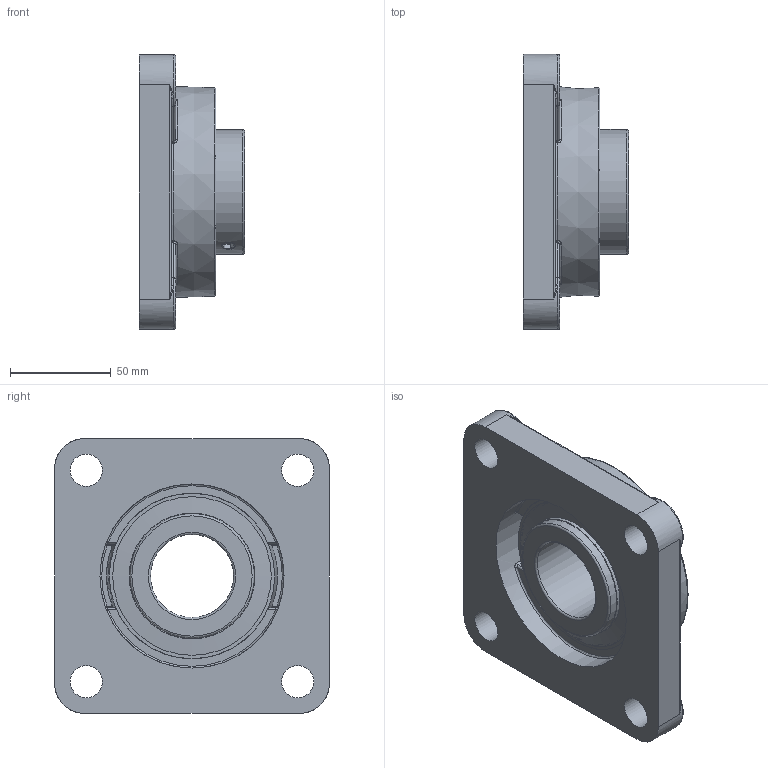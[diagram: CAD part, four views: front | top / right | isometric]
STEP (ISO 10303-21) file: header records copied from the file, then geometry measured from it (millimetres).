
FILE_DESCRIPTION(/* description */ ('Alibre Inc.'),/* implementation_level */ '2;1');
FILE_NAME(/* name */ 'export-9D65985D-BAB5-4A49-B578-A870770CFB33',/* time_stamp */ '2020-05-28T10:22:28-07:00',/* author */ (''),/* organization */ (''),/* preprocessor_version */ 'ST-DEVELOPER v17',/* originating_system */ 'Alibre',/* authorisation */ '');
FILE_SCHEMA (('CONFIG_CONTROL_DESIGN'));
Length unit declared in the file: inch
Bounding box: 52.2 x 136.5 x 136.5 mm (x, y, z)
Volume: 350640.2 mm3; surface area: 100644.7 mm2
Topology: 16 solids, 16 shells, 207 faces, 495 edges, 285 vertices
Faces by surface type: plane 58, cylinder 57, torus 32, bspline 28, sphere 23, cone 9
Full cylindrical faces by diameter (mm): 6.782 x4, 16 x4, 41.275 x1, 61.722 x4, 62.484 x2, 76.652 x2, 78.74 x2, 88.9 x1, 91.44 x1, 95.22 x1
Entity records: 9545 total; most frequent: CARTESIAN_POINT 4945, DIRECTION 759, ORIENTED_EDGE 732, AXIS2_PLACEMENT_3D 367, EDGE_CURVE 366, FACE_BOUND 261, EDGE_LOOP 252, VERTEX_POINT 243
